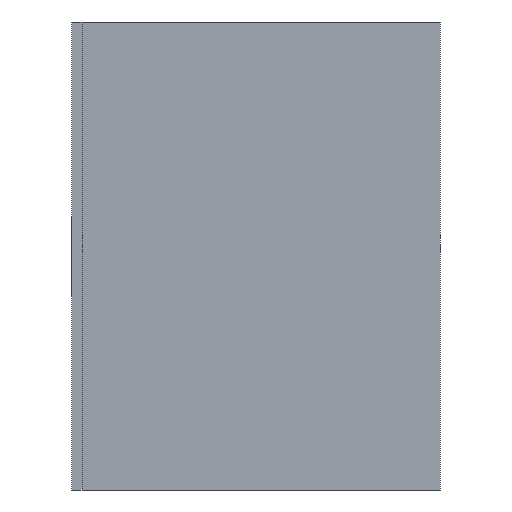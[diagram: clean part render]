
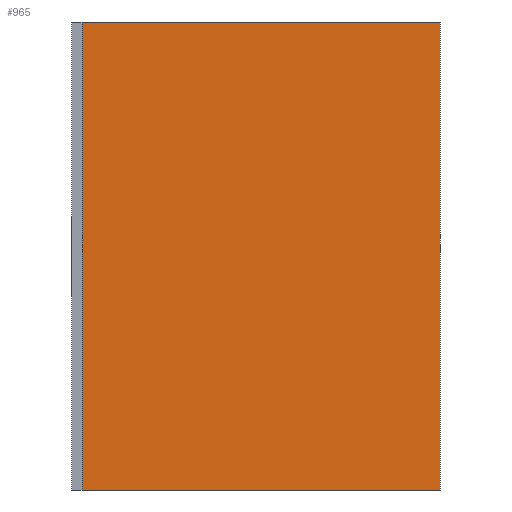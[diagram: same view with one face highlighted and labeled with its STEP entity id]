
A CAD part, left-side view. The second image highlights one B-rep face of the part: STEP entity #965.
In plain terms, the highlighted planar face has unit normal (-1, 0, 0).
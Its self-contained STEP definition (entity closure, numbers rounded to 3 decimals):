
#103 = VECTOR ( 'NONE', #2084, 1000. ) ;
#309 = CARTESIAN_POINT ( 'NONE',  ( -0.008, -0.007, -0.33 ) ) ;
#509 = DIRECTION ( 'NONE',  ( 0., 0., 1. ) ) ;
#643 = EDGE_LOOP ( 'NONE', ( #3434, #1203, #2501, #3342 ) ) ;
#721 = VECTOR ( 'NONE', #1409, 1000. ) ;
#761 = VERTEX_POINT ( 'NONE', #3263 ) ;
#851 = CARTESIAN_POINT ( 'NONE',  ( -0.008, -0.007, -0.33 ) ) ;
#965 = ADVANCED_FACE ( 'NONE', ( #2029 ), #2286, .F. ) ;
#1140 = CARTESIAN_POINT ( 'NONE',  ( -0.008, 0.245, -0.33 ) ) ;
#1203 = ORIENTED_EDGE ( 'NONE', *, *, #2270, .F. ) ;
#1222 = EDGE_CURVE ( 'NONE', #2263, #761, #2761, .T. ) ;
#1409 = DIRECTION ( 'NONE',  ( 0., 0., 1. ) ) ;
#1540 = CARTESIAN_POINT ( 'NONE',  ( -0.008, 0., -0.33 ) ) ;
#1793 = AXIS2_PLACEMENT_3D ( 'NONE', #1540, #2320, #2862 ) ;
#2029 = FACE_OUTER_BOUND ( 'NONE', #643, .T. ) ;
#2084 = DIRECTION ( 'NONE',  ( 0., 1., 0. ) ) ;
#2141 = VECTOR ( 'NONE', #509, 1000. ) ;
#2168 = CARTESIAN_POINT ( 'NONE',  ( -0.008, 0.245, 0. ) ) ;
#2263 = VERTEX_POINT ( 'NONE', #309 ) ;
#2270 = EDGE_CURVE ( 'NONE', #761, #2936, #2413, .T. ) ;
#2286 = PLANE ( 'NONE',  #1793 ) ;
#2320 = DIRECTION ( 'NONE',  ( 1., 0., 0. ) ) ;
#2413 = LINE ( 'NONE', #1140, #721 ) ;
#2501 = ORIENTED_EDGE ( 'NONE', *, *, #1222, .F. ) ;
#2761 = LINE ( 'NONE', #3071, #3139 ) ;
#2862 = DIRECTION ( 'NONE',  ( 0., 1., 0. ) ) ;
#2926 = LINE ( 'NONE', #851, #2141 ) ;
#2936 = VERTEX_POINT ( 'NONE', #2168 ) ;
#3071 = CARTESIAN_POINT ( 'NONE',  ( -0.008, 0., -0.33 ) ) ;
#3134 = CARTESIAN_POINT ( 'NONE',  ( -0.008, 0., 0. ) ) ;
#3139 = VECTOR ( 'NONE', #3354, 1000. ) ;
#3158 = EDGE_CURVE ( 'NONE', #3447, #2936, #3367, .T. ) ;
#3263 = CARTESIAN_POINT ( 'NONE',  ( -0.008, 0.245, -0.33 ) ) ;
#3307 = CARTESIAN_POINT ( 'NONE',  ( -0.008, -0.007, 0. ) ) ;
#3342 = ORIENTED_EDGE ( 'NONE', *, *, #3348, .T. ) ;
#3348 = EDGE_CURVE ( 'NONE', #2263, #3447, #2926, .T. ) ;
#3354 = DIRECTION ( 'NONE',  ( 0., 1., 0. ) ) ;
#3367 = LINE ( 'NONE', #3134, #103 ) ;
#3434 = ORIENTED_EDGE ( 'NONE', *, *, #3158, .T. ) ;
#3447 = VERTEX_POINT ( 'NONE', #3307 ) ;
